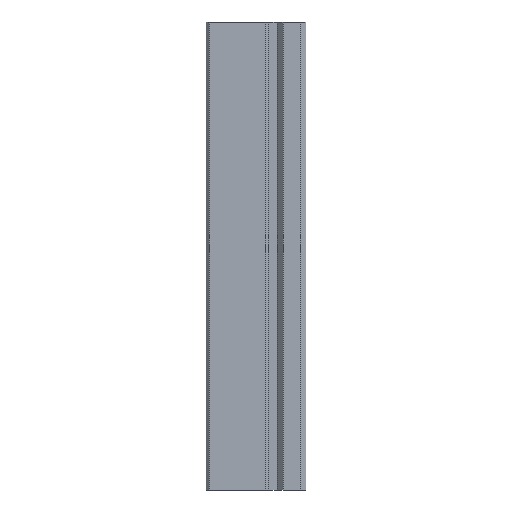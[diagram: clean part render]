
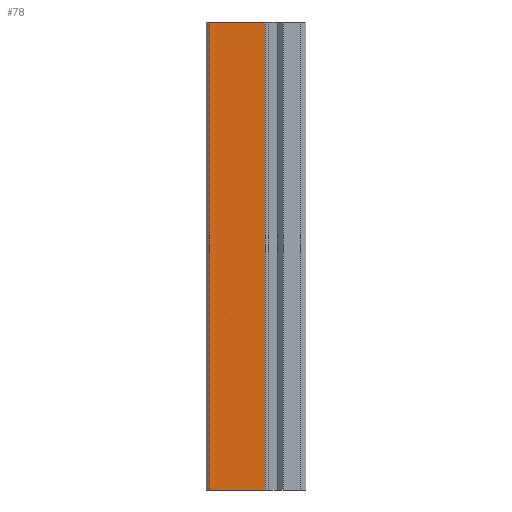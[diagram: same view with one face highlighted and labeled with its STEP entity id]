
A CAD part, left-side view. The second image highlights one B-rep face of the part: STEP entity #78.
In plain terms, the highlighted planar face has unit normal (-1, 0, 0).
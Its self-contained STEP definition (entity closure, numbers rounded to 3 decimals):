
#78 = ADVANCED_FACE( '', ( #125 ), #126, .F. );
#125 = FACE_OUTER_BOUND( '', #226, .T. );
#126 = PLANE( '', #227 );
#226 = EDGE_LOOP( '', ( #370, #371, #372, #373 ) );
#227 = AXIS2_PLACEMENT_3D( '', #374, #375, #376 );
#370 = ORIENTED_EDGE( '', *, *, #703, .T. );
#371 = ORIENTED_EDGE( '', *, *, #704, .F. );
#372 = ORIENTED_EDGE( '', *, *, #670, .F. );
#373 = ORIENTED_EDGE( '', *, *, #667, .T. );
#374 = CARTESIAN_POINT( '', ( 0., 5.7, 22.5 ) );
#375 = DIRECTION( '', ( 1., 0., 0. ) );
#376 = DIRECTION( '', ( 0., 0., -1. ) );
#667 = EDGE_CURVE( '', #777, #775, #778, .T. );
#670 = EDGE_CURVE( '', #777, #782, #783, .T. );
#703 = EDGE_CURVE( '', #775, #846, #847, .T. );
#704 = EDGE_CURVE( '', #782, #846, #848, .T. );
#775 = VERTEX_POINT( '', #959 );
#777 = VERTEX_POINT( '', #962 );
#778 = LINE( '', #963, #964 );
#782 = VERTEX_POINT( '', #970 );
#783 = LINE( '', #971, #972 );
#846 = VERTEX_POINT( '', #1061 );
#847 = LINE( '', #1062, #1063 );
#848 = LINE( '', #1064, #1065 );
#959 = CARTESIAN_POINT( '', ( 0., 5.7, -22.5 ) );
#962 = CARTESIAN_POINT( '', ( 0., 5.7, 22.5 ) );
#963 = CARTESIAN_POINT( '', ( 0., 5.7, 22.5 ) );
#964 = VECTOR( '', #1227, 1000. );
#970 = CARTESIAN_POINT( '', ( 0., 0.3, 22.5 ) );
#971 = CARTESIAN_POINT( '', ( 0., 5.7, 22.5 ) );
#972 = VECTOR( '', #1230, 1000. );
#1061 = CARTESIAN_POINT( '', ( 0., 0.3, -22.5 ) );
#1062 = CARTESIAN_POINT( '', ( 0., 5.7, -22.5 ) );
#1063 = VECTOR( '', #1275, 1000. );
#1064 = CARTESIAN_POINT( '', ( 0., 0.3, 22.5 ) );
#1065 = VECTOR( '', #1276, 1000. );
#1227 = DIRECTION( '', ( 0., 0., -1. ) );
#1230 = DIRECTION( '', ( 0., -1., 0. ) );
#1275 = DIRECTION( '', ( 0., -1., 0. ) );
#1276 = DIRECTION( '', ( 0., 0., -1. ) );
